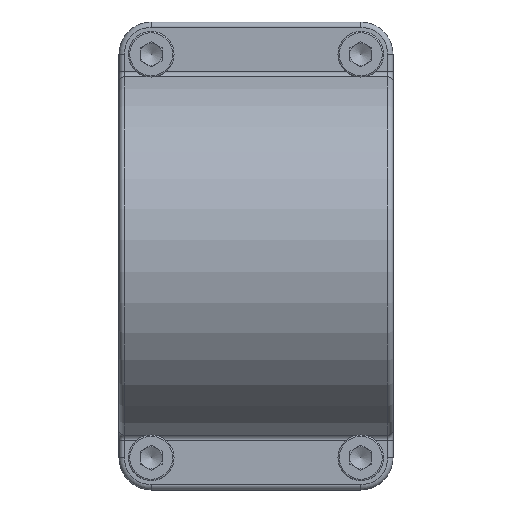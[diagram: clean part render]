
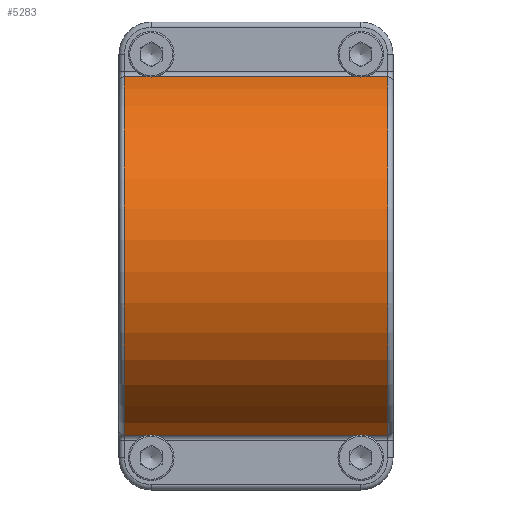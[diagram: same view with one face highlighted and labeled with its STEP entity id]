
A CAD part, front view. The second image highlights one B-rep face of the part: STEP entity #5283.
In plain terms, the highlighted cylindrical face has radius 35 mm (diameter 70 mm), a partial arc.
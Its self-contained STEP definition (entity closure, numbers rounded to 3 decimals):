
#272 = EDGE_CURVE ( 'NONE', #1309, #5102, #3685, .T. ) ;
#650 = VERTEX_POINT ( 'NONE', #3015 ) ;
#1084 = DIRECTION ( 'NONE',  ( 0., 0., -1. ) ) ;
#1309 = VERTEX_POINT ( 'NONE', #5523 ) ;
#1736 = EDGE_CURVE ( 'NONE', #2662, #650, #5004, .T. ) ;
#1849 = CARTESIAN_POINT ( 'NONE',  ( -33.326, -10.694, 1. ) ) ;
#1857 = EDGE_CURVE ( 'NONE', #650, #1309, #4670, .T. ) ;
#1889 = CYLINDRICAL_SURFACE ( 'NONE', #4537, 35. ) ;
#1966 = CIRCLE ( 'NONE', #4561, 35. ) ;
#2047 = EDGE_LOOP ( 'NONE', ( #3401, #3379, #3374, #3372 ) ) ;
#2138 = FACE_OUTER_BOUND ( 'NONE', #2047, .T. ) ;
#2141 = DIRECTION ( 'NONE',  ( 0., 0., 1. ) ) ;
#2662 = VERTEX_POINT ( 'NONE', #5039 ) ;
#2983 = DIRECTION ( 'NONE',  ( 0., 0., -1. ) ) ;
#3015 = CARTESIAN_POINT ( 'NONE',  ( 33.326, -10.694, 50. ) ) ;
#3321 = AXIS2_PLACEMENT_3D ( 'NONE', #3880, #3510, #3488 ) ;
#3372 = ORIENTED_EDGE ( 'NONE', *, *, #272, .T. ) ;
#3374 = ORIENTED_EDGE ( 'NONE', *, *, #1857, .T. ) ;
#3379 = ORIENTED_EDGE ( 'NONE', *, *, #1736, .T. ) ;
#3401 = ORIENTED_EDGE ( 'NONE', *, *, #4506, .T. ) ;
#3488 = DIRECTION ( 'NONE',  ( 1., 0., 0. ) ) ;
#3510 = DIRECTION ( 'NONE',  ( 0., 0., -1. ) ) ;
#3685 = LINE ( 'NONE', #5148, #4811 ) ;
#3880 = CARTESIAN_POINT ( 'NONE',  ( 0., 0., 50. ) ) ;
#4497 = DIRECTION ( 'NONE',  ( 0., 0., 1. ) ) ;
#4506 = EDGE_CURVE ( 'NONE', #5102, #2662, #1966, .T. ) ;
#4535 = DIRECTION ( 'NONE',  ( -1., 0., 0. ) ) ;
#4537 = AXIS2_PLACEMENT_3D ( 'NONE', #4967, #1084, #4535 ) ;
#4561 = AXIS2_PLACEMENT_3D ( 'NONE', #4741, #2141, #5159 ) ;
#4670 = CIRCLE ( 'NONE', #3321, 35. ) ;
#4741 = CARTESIAN_POINT ( 'NONE',  ( 0., 0., 1. ) ) ;
#4811 = VECTOR ( 'NONE', #2983, 1000. ) ;
#4967 = CARTESIAN_POINT ( 'NONE',  ( 0., 0., 51. ) ) ;
#5004 = LINE ( 'NONE', #5347, #5133 ) ;
#5039 = CARTESIAN_POINT ( 'NONE',  ( 33.326, -10.694, 1. ) ) ;
#5102 = VERTEX_POINT ( 'NONE', #1849 ) ;
#5133 = VECTOR ( 'NONE', #4497, 1000. ) ;
#5148 = CARTESIAN_POINT ( 'NONE',  ( -33.326, -10.694, 51. ) ) ;
#5159 = DIRECTION ( 'NONE',  ( 1., 0., 0. ) ) ;
#5283 = ADVANCED_FACE ( 'NONE', ( #2138 ), #1889, .T. ) ;
#5347 = CARTESIAN_POINT ( 'NONE',  ( 33.326, -10.694, 51. ) ) ;
#5523 = CARTESIAN_POINT ( 'NONE',  ( -33.326, -10.694, 50. ) ) ;
